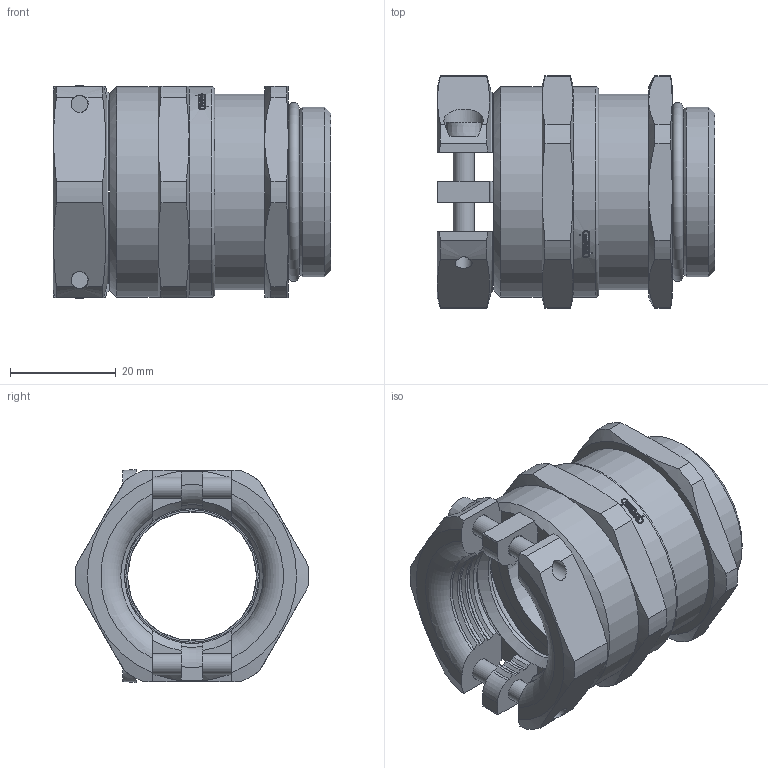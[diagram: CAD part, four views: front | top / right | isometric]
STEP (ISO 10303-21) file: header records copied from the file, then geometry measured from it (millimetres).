
FILE_DESCRIPTION(/* description */ ('HSK-MZ-EMV Metr.-Cable Glands'),/* implementation_level */ '2;1');
FILE_NAME(/* name */ '1692320050.stp',/* time_stamp */ '2021-10-13T14:01:17+02:00',/* author */ ('sl'),/* organization */ ('HUMMEL'),/* preprocessor_version */ 'ST-DEVELOPER v16.5',/* originating_system */ 'Autodesk Inventor 2017',/* authorisation */ '');
FILE_SCHEMA (('AUTOMOTIVE_DESIGN { 1 0 10303 214 3 1 1 }'));
Length unit declared in the file: millimetre
Products named in the file (6): HSK-MZ-EMV 1.692.3200.50; HSK-MZ-EMV 1.692.3200.50-Gland; HSK-MZ-EMV 1.692.3200.50-Nut; HSK-MZ-EMV 1.692.3200.50-Clamping insert; HSK-MZ-EMV 1.692.3200.50-Sealing insert; HSK-MZ-EMV 1.692.3200.50-O-Ring
Assembly tree (5 placements, depth 2):
  HSK-MZ-EMV 1.692.3200.50
    HSK-MZ-EMV 1.692.3200.50-Gland
    HSK-MZ-EMV 1.692.3200.50-Nut
    HSK-MZ-EMV 1.692.3200.50-Clamping insert
    HSK-MZ-EMV 1.692.3200.50-Sealing insert
    HSK-MZ-EMV 1.692.3200.50-O-Ring
Bounding box: 52.44 x 43.99 x 40.3 mm (x, y, z)
Volume: 32427.9 mm3; surface area: 27420.7 mm2
Topology: 5 solids, 5 shells, 300 faces, 797 edges, 526 vertices
Faces by surface type: plane 153, cylinder 81, cone 50, torus 16
Full cylindrical faces by diameter (mm): 3.242 x2, 4 x3, 4.2 x2, 4.3 x2, 25 x1, 25.3 x1, 25.5 x1, 27.6 x2, 29.8 x1, 30.02 x2, 32 x1, 32.6 x2, 34 x2, 35.48 x1, 36.24 x1, 37 x1, 39.8 x2
Entity records: 9383 total; most frequent: CARTESIAN_POINT 2031, DIRECTION 1558, ORIENTED_EDGE 1472, EDGE_CURVE 736, AXIS2_PLACEMENT_3D 625, VERTEX_POINT 511, EDGE_LOOP 379, LINE 308
